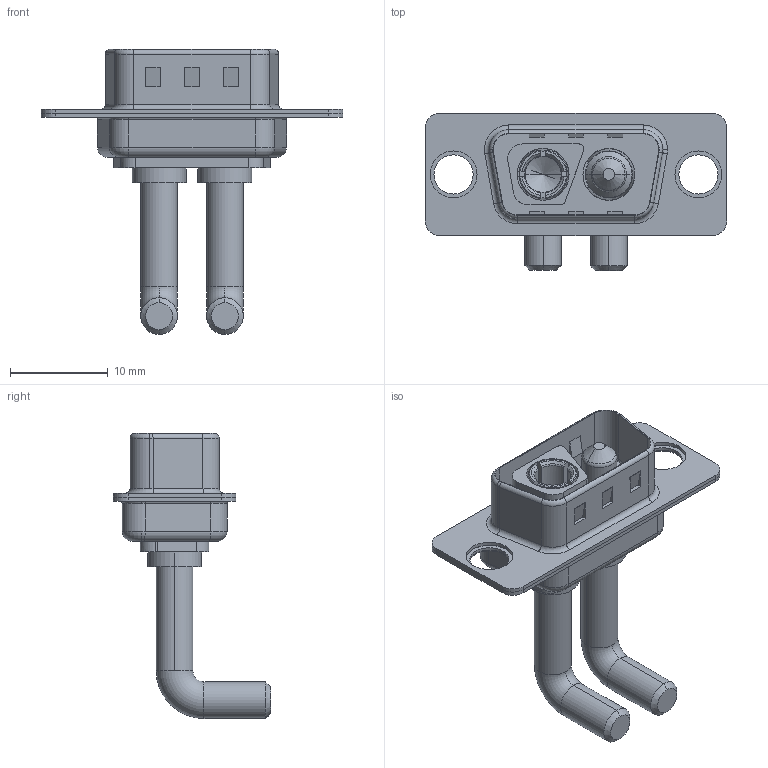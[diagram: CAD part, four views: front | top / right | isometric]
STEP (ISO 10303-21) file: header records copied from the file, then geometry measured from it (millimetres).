
FILE_DESCRIPTION (( 'STEP AP203' ), '1' );
FILE_NAME ('629-2WK2250-4N6.STEP', '2022-05-04T06:58:58', ( '' ), ( '' ), 'SwSTEP 2.0', 'SolidWorks 2020', '' );
FILE_SCHEMA (( 'CONFIG_CONTROL_DESIGN' ));
Length unit declared in the file: millimetre
Products named in the file (6): 629-2WK2250-4N6; 629Combo Housing_2WK2; Power Pin_Ext 40A RA; 629Combo Shell Rear_09 Contacts; Power Socket_Ext 40A RA; 629Combo Shell Front_09 Contacts
Assembly tree (5 placements, depth 2):
  629-2WK2250-4N6
    629Combo Housing_2WK2
    629Combo Shell Rear_09 Contacts
    629Combo Shell Front_09 Contacts
    Power Socket_Ext 40A RA
    Power Pin_Ext 40A RA
Bounding box: 30.8 x 16.05 x 29.11 mm (x, y, z)
Volume: 1891.5 mm3; surface area: 4123.4 mm2
Topology: 7 solids, 7 shells, 369 faces, 920 edges, 577 vertices
Faces by surface type: cylinder 148, plane 143, torus 52, cone 24, bspline 2
Entity records: 11871 total; most frequent: CARTESIAN_POINT 2202, DIRECTION 2008, ORIENTED_EDGE 1828, EDGE_CURVE 914, AXIS2_PLACEMENT_3D 774, VERTEX_POINT 577, LINE 460, VECTOR 460
